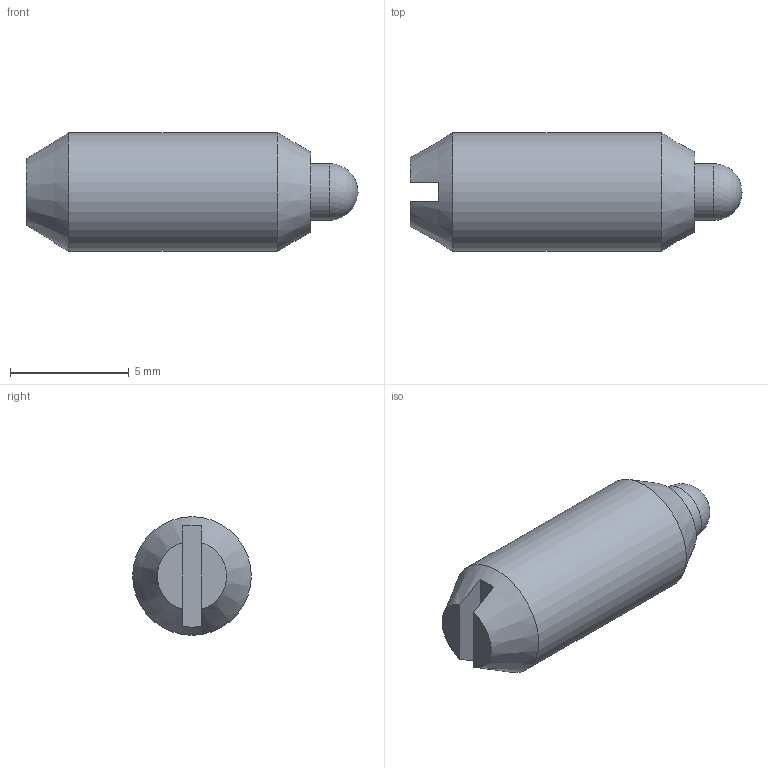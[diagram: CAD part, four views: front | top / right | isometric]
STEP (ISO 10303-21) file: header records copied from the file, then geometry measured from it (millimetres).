
FILE_DESCRIPTION( ( 'STEP AP214' ), ' ' );
FILE_NAME( '22050.0105 Spring Plunger (2).stp', '2017-07-19T06:09:29', ( '' ), ( '' ), ' ', 'PARTsolutions', ' ' );
FILE_SCHEMA( ( 'AUTOMOTIVE_DESIGN { 1 0 10303 214 1 1 1 1 }' ) );
Length unit declared in the file: millimetre
Products named in the file (3): 22050.0105 Spring Plunger (2); _22050.0105 Spring Plunger (2)2a; _22050.0105 Spring Plunger (2)2b
Assembly tree (2 placements, depth 2):
  22050.0105 Spring Plunger (2)
    _22050.0105 Spring Plunger (2)2a
    _22050.0105 Spring Plunger (2)2b
Bounding box: 14 x 5 x 5 mm (x, y, z)
Volume: 215.2 mm3; surface area: 276.3 mm2
Topology: 2 solids, 2 shells, 14 faces, 29 edges, 19 vertices
Faces by surface type: plane 8, cylinder 3, cone 2, sphere 1
Full cylindrical faces by diameter (mm): 2.4 x2, 5 x1
Entity records: 484 total; most frequent: CARTESIAN_POINT 64, DIRECTION 60, ORIENTED_EDGE 38, AXIS2_PLACEMENT_3D 28, EDGE_LOOP 20, EDGE_CURVE 19, FACE_OUTER_BOUND 17, VERTEX_POINT 16
